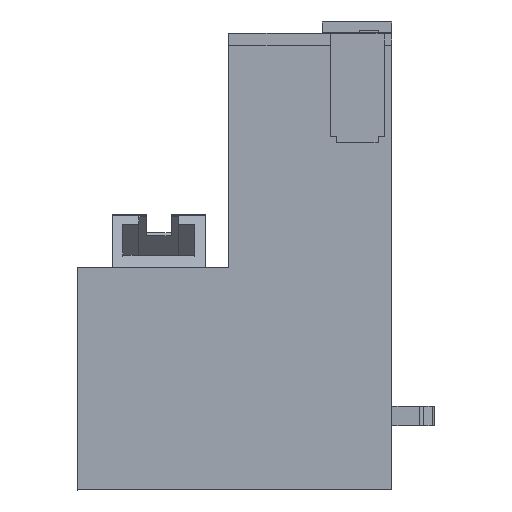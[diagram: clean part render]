
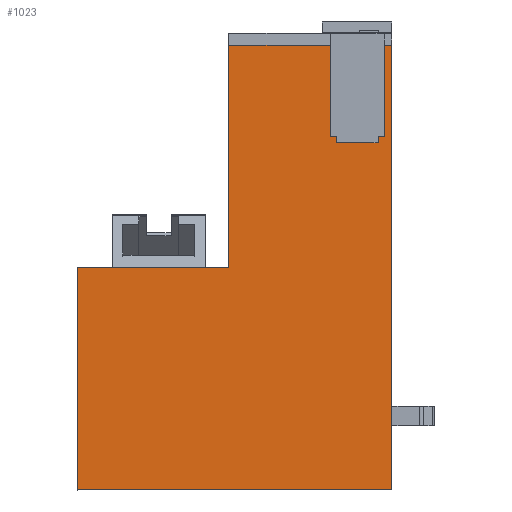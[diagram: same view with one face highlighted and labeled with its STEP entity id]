
A CAD part, front view. The second image highlights one B-rep face of the part: STEP entity #1023.
In plain terms, the highlighted planar face has unit normal (0, -1, 0).
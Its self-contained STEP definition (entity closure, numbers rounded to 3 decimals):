
#923=AXIS2_PLACEMENT_3D('Plane Axis2P3D',#920,#921,#922) ;
#440=CARTESIAN_POINT('Vertex',(0.,0.,36.765)) ;
#443=CARTESIAN_POINT('Line Origine',(12.5,0.,36.765)) ;
#447=CARTESIAN_POINT('Vertex',(25.,0.,36.765)) ;
#847=CARTESIAN_POINT('Vertex',(0.,0.,0.)) ;
#850=CARTESIAN_POINT('Line Origine',(0.,0.,18.382)) ;
#920=CARTESIAN_POINT('Axis2P3D Location',(0.,0.,0.)) ;
#925=CARTESIAN_POINT('Line Origine',(41.8,0.,66.033)) ;
#929=CARTESIAN_POINT('Vertex',(41.8,0.,58.5)) ;
#931=CARTESIAN_POINT('Vertex',(41.8,0.,73.566)) ;
#934=CARTESIAN_POINT('Line Origine',(33.4,0.,73.566)) ;
#938=CARTESIAN_POINT('Vertex',(25.,0.,73.566)) ;
#941=CARTESIAN_POINT('Line Origine',(25.,0.,55.166)) ;
#946=CARTESIAN_POINT('Line Origine',(26.,0.,0.)) ;
#950=CARTESIAN_POINT('Vertex',(52.,0.,0.)) ;
#953=CARTESIAN_POINT('Line Origine',(52.,0.,36.783)) ;
#957=CARTESIAN_POINT('Vertex',(52.,0.,73.566)) ;
#960=CARTESIAN_POINT('Line Origine',(51.35,0.,73.566)) ;
#964=CARTESIAN_POINT('Vertex',(50.7,0.,73.566)) ;
#967=CARTESIAN_POINT('Line Origine',(50.7,0.,66.033)) ;
#971=CARTESIAN_POINT('Vertex',(50.7,0.,58.5)) ;
#974=CARTESIAN_POINT('Line Origine',(50.2,0.,58.5)) ;
#978=CARTESIAN_POINT('Vertex',(49.7,0.,58.5)) ;
#981=CARTESIAN_POINT('Line Origine',(49.7,0.,58.)) ;
#985=CARTESIAN_POINT('Vertex',(49.7,0.,57.5)) ;
#988=CARTESIAN_POINT('Line Origine',(46.25,0.,57.5)) ;
#992=CARTESIAN_POINT('Vertex',(42.8,0.,57.5)) ;
#995=CARTESIAN_POINT('Line Origine',(42.8,0.,58.)) ;
#999=CARTESIAN_POINT('Vertex',(42.8,0.,58.5)) ;
#1002=CARTESIAN_POINT('Line Origine',(42.3,0.,58.5)) ;
#444=DIRECTION('Vector Direction',(1.,0.,0.)) ;
#851=DIRECTION('Vector Direction',(0.,0.,1.)) ;
#921=DIRECTION('Axis2P3D Direction',(0.,1.,0.)) ;
#922=DIRECTION('Axis2P3D XDirection',(0.,0.,1.)) ;
#926=DIRECTION('Vector Direction',(0.,0.,1.)) ;
#935=DIRECTION('Vector Direction',(-1.,0.,0.)) ;
#942=DIRECTION('Vector Direction',(0.,0.,1.)) ;
#947=DIRECTION('Vector Direction',(-1.,0.,0.)) ;
#954=DIRECTION('Vector Direction',(0.,0.,-1.)) ;
#961=DIRECTION('Vector Direction',(-1.,0.,0.)) ;
#968=DIRECTION('Vector Direction',(0.,0.,-1.)) ;
#975=DIRECTION('Vector Direction',(-1.,0.,0.)) ;
#982=DIRECTION('Vector Direction',(0.,0.,-1.)) ;
#989=DIRECTION('Vector Direction',(-1.,0.,0.)) ;
#996=DIRECTION('Vector Direction',(0.,0.,1.)) ;
#1003=DIRECTION('Vector Direction',(-1.,0.,0.)) ;
#445=VECTOR('Line Direction',#444,1.) ;
#852=VECTOR('Line Direction',#851,1.) ;
#927=VECTOR('Line Direction',#926,1.) ;
#936=VECTOR('Line Direction',#935,1.) ;
#943=VECTOR('Line Direction',#942,1.) ;
#948=VECTOR('Line Direction',#947,1.) ;
#955=VECTOR('Line Direction',#954,1.) ;
#962=VECTOR('Line Direction',#961,1.) ;
#969=VECTOR('Line Direction',#968,1.) ;
#976=VECTOR('Line Direction',#975,1.) ;
#983=VECTOR('Line Direction',#982,1.) ;
#990=VECTOR('Line Direction',#989,1.) ;
#997=VECTOR('Line Direction',#996,1.) ;
#1004=VECTOR('Line Direction',#1003,1.) ;
#1008=ORIENTED_EDGE('',*,*,#933,.T.) ;
#1009=ORIENTED_EDGE('',*,*,#940,.T.) ;
#1010=ORIENTED_EDGE('',*,*,#945,.F.) ;
#1011=ORIENTED_EDGE('',*,*,#449,.F.) ;
#1012=ORIENTED_EDGE('',*,*,#854,.F.) ;
#1013=ORIENTED_EDGE('',*,*,#952,.F.) ;
#1014=ORIENTED_EDGE('',*,*,#959,.F.) ;
#1015=ORIENTED_EDGE('',*,*,#966,.T.) ;
#1016=ORIENTED_EDGE('',*,*,#973,.T.) ;
#1017=ORIENTED_EDGE('',*,*,#980,.T.) ;
#1018=ORIENTED_EDGE('',*,*,#987,.T.) ;
#1019=ORIENTED_EDGE('',*,*,#994,.T.) ;
#1020=ORIENTED_EDGE('',*,*,#1001,.T.) ;
#1021=ORIENTED_EDGE('',*,*,#1006,.T.) ;
#1023=ADVANCED_FACE('UR20-FBC-EIP 1334920000.1\\1',(#1022),#924,.F.) ;
#449=EDGE_CURVE('',#441,#448,#446,.T.) ;
#854=EDGE_CURVE('',#848,#441,#853,.T.) ;
#933=EDGE_CURVE('',#930,#932,#928,.T.) ;
#940=EDGE_CURVE('',#932,#939,#937,.T.) ;
#945=EDGE_CURVE('',#448,#939,#944,.T.) ;
#952=EDGE_CURVE('',#951,#848,#949,.T.) ;
#959=EDGE_CURVE('',#958,#951,#956,.T.) ;
#966=EDGE_CURVE('',#958,#965,#963,.T.) ;
#973=EDGE_CURVE('',#965,#972,#970,.T.) ;
#980=EDGE_CURVE('',#972,#979,#977,.T.) ;
#987=EDGE_CURVE('',#979,#986,#984,.T.) ;
#994=EDGE_CURVE('',#986,#993,#991,.T.) ;
#1001=EDGE_CURVE('',#993,#1000,#998,.T.) ;
#1006=EDGE_CURVE('',#1000,#930,#1005,.T.) ;
#1007=EDGE_LOOP('',(#1008,#1009,#1010,#1011,#1012,#1013,#1014,#1015,#1016,#1017,#1018,#1019,#1020,#1021)) ;
#1022=FACE_OUTER_BOUND('',#1007,.T.) ;
#446=LINE('Line',#443,#445) ;
#853=LINE('Line',#850,#852) ;
#928=LINE('Line',#925,#927) ;
#937=LINE('Line',#934,#936) ;
#944=LINE('Line',#941,#943) ;
#949=LINE('Line',#946,#948) ;
#956=LINE('Line',#953,#955) ;
#963=LINE('Line',#960,#962) ;
#970=LINE('Line',#967,#969) ;
#977=LINE('Line',#974,#976) ;
#984=LINE('Line',#981,#983) ;
#991=LINE('Line',#988,#990) ;
#998=LINE('Line',#995,#997) ;
#1005=LINE('Line',#1002,#1004) ;
#924=PLANE('',#923) ;
#441=VERTEX_POINT('',#440) ;
#448=VERTEX_POINT('',#447) ;
#848=VERTEX_POINT('',#847) ;
#930=VERTEX_POINT('',#929) ;
#932=VERTEX_POINT('',#931) ;
#939=VERTEX_POINT('',#938) ;
#951=VERTEX_POINT('',#950) ;
#958=VERTEX_POINT('',#957) ;
#965=VERTEX_POINT('',#964) ;
#972=VERTEX_POINT('',#971) ;
#979=VERTEX_POINT('',#978) ;
#986=VERTEX_POINT('',#985) ;
#993=VERTEX_POINT('',#992) ;
#1000=VERTEX_POINT('',#999) ;
